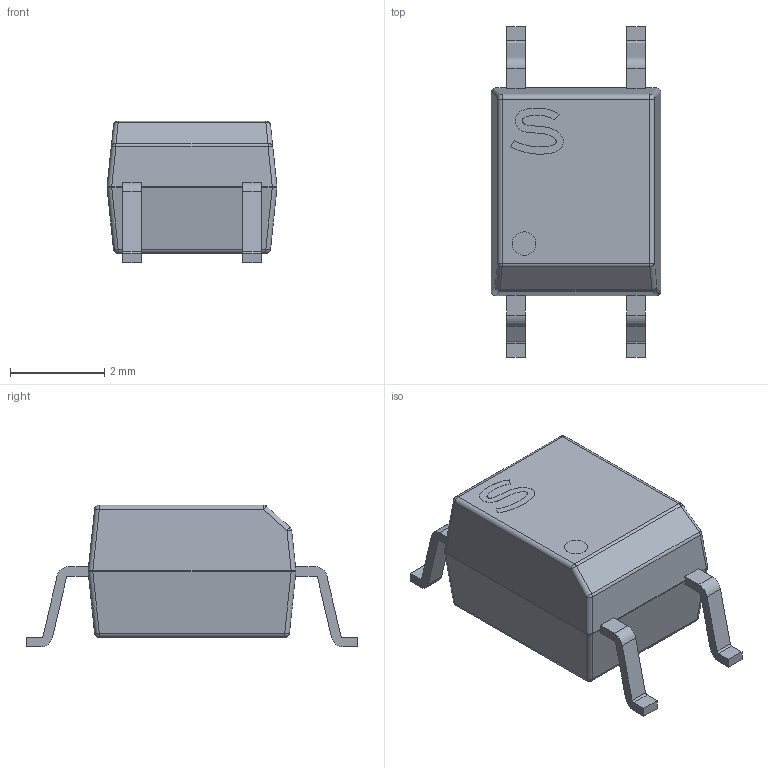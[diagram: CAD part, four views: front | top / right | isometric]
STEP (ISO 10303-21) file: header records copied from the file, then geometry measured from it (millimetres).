
FILE_DESCRIPTION(/* description */ (''),/* implementation_level */ '2;1');
FILE_NAME(/* name */ 'Sharp - SMD-4.step',/* time_stamp */ '2020-06-27T23:26:45+01:00',/* author */ (''),/* organization */ (''),/* preprocessor_version */ 'ST-DEVELOPER v18.1',/* originating_system */ 'Autodesk Translation Framework v9.3.0.1241',/* authorisation */ '');
FILE_SCHEMA (('AUTOMOTIVE_DESIGN { 1 0 10303 214 3 1 1 }'));
Length unit declared in the file: millimetre
Products named in the file (1): Sharp - SMD-4
Bounding box: 3.6 x 7 x 3 mm (x, y, z)
Volume: 41.4 mm3; surface area: 79.7 mm2
Topology: 1 solids, 1 shells, 111 faces, 275 edges, 168 vertices
Faces by surface type: plane 51, cylinder 44, sphere 14, bspline 2
Full cylindrical faces by diameter (mm): 0.5 x1
Entity records: 3602 total; most frequent: CARTESIAN_POINT 817, DIRECTION 579, ORIENTED_EDGE 550, EDGE_CURVE 275, AXIS2_PLACEMENT_3D 198, LINE 183, VECTOR 183, VERTEX_POINT 168
